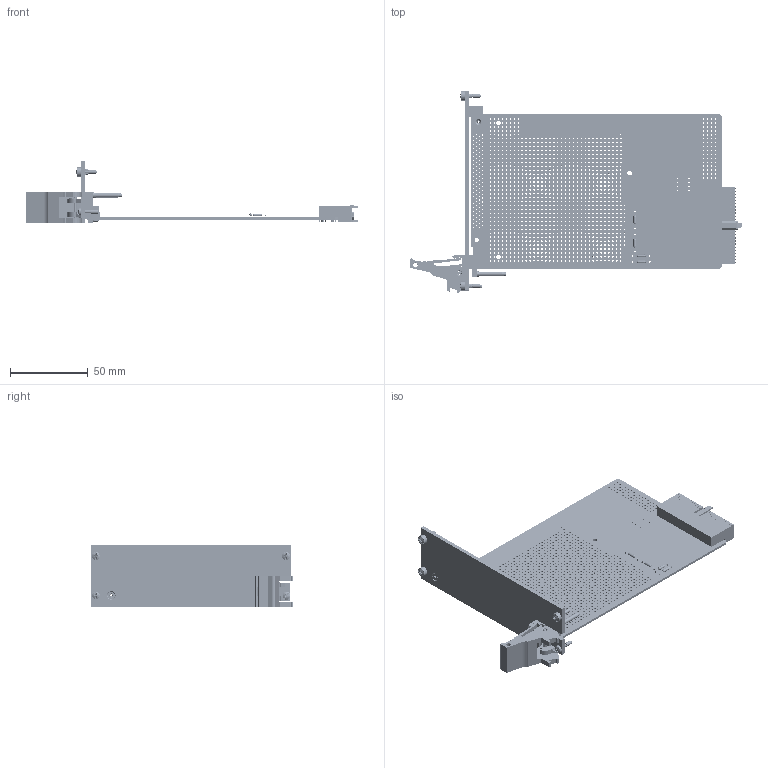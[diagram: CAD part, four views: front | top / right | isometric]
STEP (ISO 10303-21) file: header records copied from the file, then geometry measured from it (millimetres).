
FILE_DESCRIPTION (( 'STEP AP214' ), '1' );
FILE_NAME ('40-225A-002 PXI 2 SLT Prototype Card.STEP', '2013-08-22T13:21:51', ( 'admin' ), ( '' ), 'SwSTEP 2.0', 'SolidWorks 2012', '' );
FILE_SCHEMA (( 'AUTOMOTIVE_DESIGN' ));
Length unit declared in the file: millimetre
Products named in the file (1): 40-225A-002 PXI 2 SLT Prototype Card
Bounding box: 214.01 x 129.87 x 40 mm (x, y, z)
Surface area: 67708 mm2 (no closed solid volume)
Topology: 0 solids, 191 shells, 3677 faces, 16075 edges, 12900 vertices
Faces by surface type: plane 2004, cylinder 1621, cone 21, sphere 14, torus 14, bspline 3
Full cylindrical faces by diameter (mm): 0.3 x12, 0.6 x110, 0.7 x4, 0.762 x8, 0.8 x96, 1 x1209, 1.496 x2, 1.864 x4, 2 x7, 2.05 x2, 2.5 x6, 2.6 x1, 2.8 x2, 3 x6, 4.7 x1, 5 x6, 5.3 x3, 5.9 x1, 6 x3
Entity records: 202418 total; most frequent: CARTESIAN_POINT 35716, DIRECTION 24439, ORIENTED_EDGE 19376, EDGE_CURVE 13925, VERTEX_POINT 12275, VECTOR 10007, LINE 10007, EDGE_LOOP 8764
